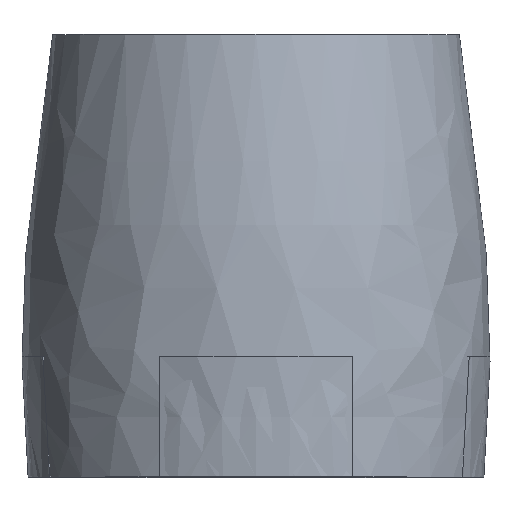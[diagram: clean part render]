
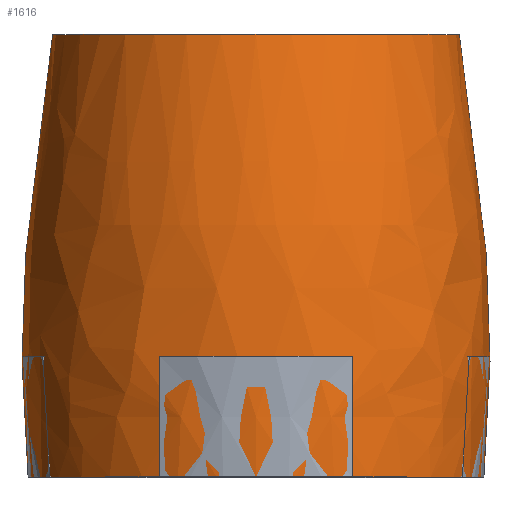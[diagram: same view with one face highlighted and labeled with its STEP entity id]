
A CAD part, top view. The second image highlights one B-rep face of the part: STEP entity #1616.
In plain terms, the highlighted free-form (B-spline) face has degree [3, 3] with [5, 4] control points.
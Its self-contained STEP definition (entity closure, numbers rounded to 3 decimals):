
#3 = CARTESIAN_POINT ( 'NONE',  ( 50.523, 430., 0. ) ) ;
#12 = CARTESIAN_POINT ( 'NONE',  ( -50.523, 430., 101.046 ) ) ;
#29 = CARTESIAN_POINT ( 'NONE',  ( -56.804, 324.962, 113.609 ) ) ;
#159 = CARTESIAN_POINT ( 'NONE',  ( -56.629, 320., 0. ) ) ;
#239 = CARTESIAN_POINT ( 'NONE',  ( -60.484, 362.629, 120.968 ) ) ;
#256 = CARTESIAN_POINT ( 'NONE',  ( 50.523, 430., 0. ) ) ;
#371 = EDGE_CURVE ( 'NONE', #3264, #1467, #1408, .T. ) ;
#454 =( BOUNDED_SURFACE ( )  B_SPLINE_SURFACE ( 3, 3, ( 
 ( #3472, #3393, #1982, #1675 ),
 ( #2548, #3137, #29, #3435 ),
 ( #820, #3179, #239, #1160 ),
 ( #3695, #891, #1411, #2038 ),
 ( #256, #1389, #12, #1693 ) ),
 .UNSPECIFIED., .F., .F., .F. ) 
 B_SPLINE_SURFACE_WITH_KNOTS ( ( 4, 1, 4 ),
 ( 4, 4 ),
 ( 0.049, 0.092, 0.372 ),
 ( 0., 1. ),
 .UNSPECIFIED. ) 
 GEOMETRIC_REPRESENTATION_ITEM ( )  RATIONAL_B_SPLINE_SURFACE ( (
 ( 1., 0.333, 0.333, 1.),
 ( 1., 0.333, 0.333, 1.),
 ( 1., 0.333, 0.333, 1.),
 ( 1., 0.333, 0.333, 1.),
 ( 1., 0.333, 0.333, 1.) ) ) 
 REPRESENTATION_ITEM ( '' )  SURFACE ( )  );
#468 = DIRECTION ( 'NONE',  ( 0., -1., 0. ) ) ;
#661 = EDGE_CURVE ( 'NONE', #2575, #3264, #2747, .T. ) ;
#820 = CARTESIAN_POINT ( 'NONE',  ( 60.484, 362.629, 0. ) ) ;
#854 = ORIENTED_EDGE ( 'NONE', *, *, #2881, .F. ) ;
#891 = CARTESIAN_POINT ( 'NONE',  ( 55.161, 398.149, 110.322 ) ) ;
#1015 = ORIENTED_EDGE ( 'NONE', *, *, #371, .T. ) ;
#1160 = CARTESIAN_POINT ( 'NONE',  ( -60.484, 362.629, 0. ) ) ;
#1389 = CARTESIAN_POINT ( 'NONE',  ( 50.523, 430., 101.046 ) ) ;
#1408 = CIRCLE ( 'NONE', #3518, 50.523 ) ;
#1411 = CARTESIAN_POINT ( 'NONE',  ( -55.161, 398.149, 110.322 ) ) ;
#1467 = VERTEX_POINT ( 'NONE', #3003 ) ;
#1585 = CIRCLE ( 'NONE', #3100, 56.629 ) ;
#1596 = CARTESIAN_POINT ( 'NONE',  ( -60.484, 362.629, 0. ) ) ;
#1616 = ADVANCED_FACE ( 'NONE', ( #2024 ), #454, .T. ) ;
#1675 = CARTESIAN_POINT ( 'NONE',  ( -56.629, 320., 0. ) ) ;
#1693 = CARTESIAN_POINT ( 'NONE',  ( -50.523, 430., 0. ) ) ;
#1982 = CARTESIAN_POINT ( 'NONE',  ( -56.629, 320., 113.258 ) ) ;
#2024 = FACE_OUTER_BOUND ( 'NONE', #2545, .T. ) ;
#2037 = CARTESIAN_POINT ( 'NONE',  ( 56.804, 324.962, 0. ) ) ;
#2038 = CARTESIAN_POINT ( 'NONE',  ( -55.161, 398.149, 0. ) ) ;
#2139 = DIRECTION ( 'NONE',  ( 0., -1., 0. ) ) ;
#2394 = CARTESIAN_POINT ( 'NONE',  ( 56.629, 320., 0. ) ) ;
#2455 = DIRECTION ( 'NONE',  ( 0., 0., -1. ) ) ;
#2503 = EDGE_CURVE ( 'NONE', #2575, #3372, #1585, .T. ) ;
#2545 = EDGE_LOOP ( 'NONE', ( #854, #3723, #3572, #1015 ) ) ;
#2548 = CARTESIAN_POINT ( 'NONE',  ( 56.804, 324.962, 0. ) ) ;
#2575 = VERTEX_POINT ( 'NONE', #2716 ) ;
#2605 = B_SPLINE_CURVE_WITH_KNOTS ( 'NONE', 3,
 ( #159, #2984, #1596, #3016, #2680 ),
 .UNSPECIFIED., .F., .F.,
 ( 4, 1, 4 ),
 ( 0.049, 0.092, 0.372 ),
 .UNSPECIFIED. ) ;
#2610 = CARTESIAN_POINT ( 'NONE',  ( -56.629, 320., 0. ) ) ;
#2680 = CARTESIAN_POINT ( 'NONE',  ( -50.523, 430., 0. ) ) ;
#2716 = CARTESIAN_POINT ( 'NONE',  ( 56.629, 320., 0. ) ) ;
#2747 = B_SPLINE_CURVE_WITH_KNOTS ( 'NONE', 3,
 ( #2394, #2037, #3502, #3194, #3265 ),
 .UNSPECIFIED., .F., .F.,
 ( 4, 1, 4 ),
 ( 0.049, 0.092, 0.372 ),
 .UNSPECIFIED. ) ;
#2881 = EDGE_CURVE ( 'NONE', #3372, #1467, #2605, .T. ) ;
#2984 = CARTESIAN_POINT ( 'NONE',  ( -56.804, 324.962, 0. ) ) ;
#2988 = CARTESIAN_POINT ( 'NONE',  ( 0., 320., 0. ) ) ;
#3003 = CARTESIAN_POINT ( 'NONE',  ( -50.523, 430., 0. ) ) ;
#3016 = CARTESIAN_POINT ( 'NONE',  ( -55.161, 398.149, 0. ) ) ;
#3058 = CARTESIAN_POINT ( 'NONE',  ( 0., 430., 0. ) ) ;
#3100 = AXIS2_PLACEMENT_3D ( 'NONE', #2988, #2139, #2455 ) ;
#3137 = CARTESIAN_POINT ( 'NONE',  ( 56.804, 324.962, 113.609 ) ) ;
#3179 = CARTESIAN_POINT ( 'NONE',  ( 60.484, 362.629, 120.968 ) ) ;
#3194 = CARTESIAN_POINT ( 'NONE',  ( 55.161, 398.149, 0. ) ) ;
#3264 = VERTEX_POINT ( 'NONE', #3 ) ;
#3265 = CARTESIAN_POINT ( 'NONE',  ( 50.523, 430., 0. ) ) ;
#3357 = DIRECTION ( 'NONE',  ( 0., 0., -1. ) ) ;
#3372 = VERTEX_POINT ( 'NONE', #2610 ) ;
#3393 = CARTESIAN_POINT ( 'NONE',  ( 56.629, 320., 113.258 ) ) ;
#3435 = CARTESIAN_POINT ( 'NONE',  ( -56.804, 324.962, 0. ) ) ;
#3472 = CARTESIAN_POINT ( 'NONE',  ( 56.629, 320., 0. ) ) ;
#3502 = CARTESIAN_POINT ( 'NONE',  ( 60.484, 362.629, 0. ) ) ;
#3518 = AXIS2_PLACEMENT_3D ( 'NONE', #3058, #468, #3357 ) ;
#3572 = ORIENTED_EDGE ( 'NONE', *, *, #661, .T. ) ;
#3695 = CARTESIAN_POINT ( 'NONE',  ( 55.161, 398.149, 0. ) ) ;
#3723 = ORIENTED_EDGE ( 'NONE', *, *, #2503, .F. ) ;
